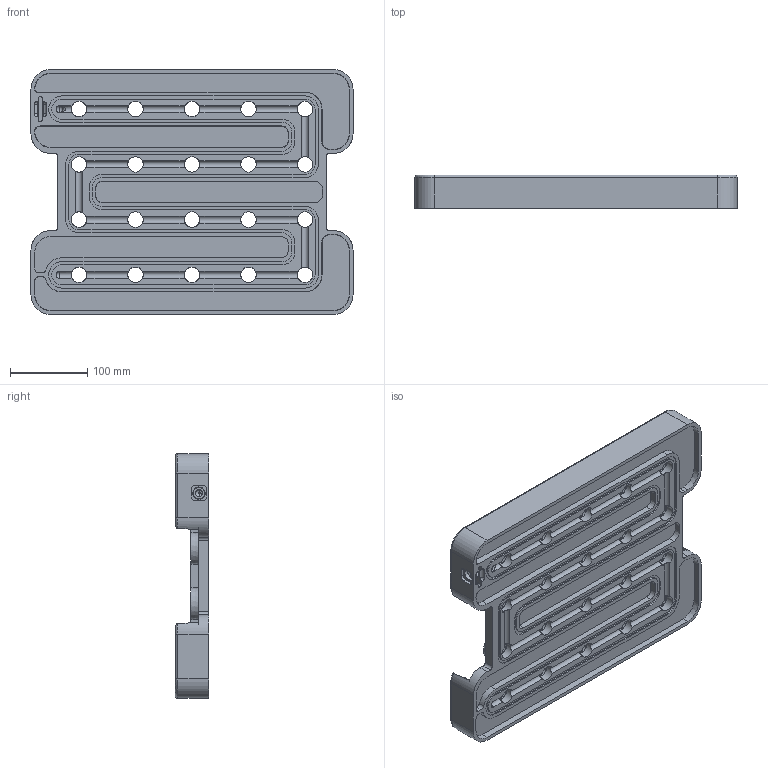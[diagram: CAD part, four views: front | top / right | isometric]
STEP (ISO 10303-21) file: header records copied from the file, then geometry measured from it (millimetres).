
FILE_DESCRIPTION (( 'STEP AP203' ), '1' );
FILE_NAME ('Basisteil_14052013_Guss.STEP', '2013-05-15T17:59:47', ( '' ), ( '' ), 'SwSTEP 2.0', 'SolidWorks 2012', '' );
FILE_SCHEMA (( 'CONFIG_CONTROL_DESIGN' ));
Length unit declared in the file: millimetre
Products named in the file (1): Basisteil_14052013_Guss
Bounding box: 416 x 43 x 316 mm (x, y, z)
Volume: 1402546.5 mm3; surface area: 465174.4 mm2
Topology: 1 solids, 1 shells, 899 faces, 2553 edges, 1683 vertices
Faces by surface type: plane 507, cone 223, cylinder 146, torus 9, bspline 9, sphere 5
Full cylindrical faces by diameter (mm): 9 x2, 15 x2, 20 x20
Entity records: 30543 total; most frequent: CARTESIAN_POINT 7716, ORIENTED_EDGE 4860, DIRECTION 4562, EDGE_CURVE 2430, VERTEX_POINT 1639, AXIS2_PLACEMENT_3D 1539, VECTOR 1484, LINE 1484
